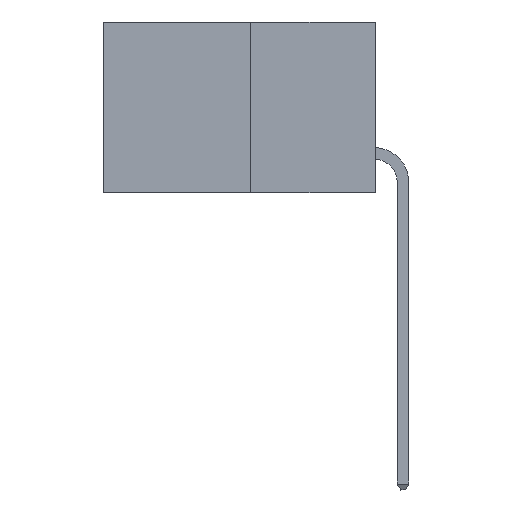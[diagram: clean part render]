
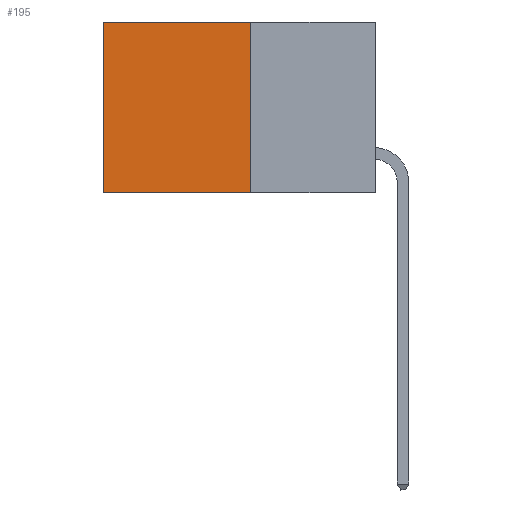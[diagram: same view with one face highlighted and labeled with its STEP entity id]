
A CAD part, left-side view. The second image highlights one B-rep face of the part: STEP entity #195.
In plain terms, the highlighted planar face has unit normal (-1, 0, 0).
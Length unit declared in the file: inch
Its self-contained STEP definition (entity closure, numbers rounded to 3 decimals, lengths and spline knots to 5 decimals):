
#195 = ADVANCED_FACE ( 'NONE', ( #8989 ), #4120, .F. ) ;
#208 = VERTEX_POINT ( 'NONE', #7749 ) ;
#274 = LINE ( 'NONE', #5199, #2731 ) ;
#601 = VECTOR ( 'NONE', #2245, 39.37008 ) ;
#2245 = DIRECTION ( 'NONE',  ( 0., 1., 0. ) ) ;
#2731 = VECTOR ( 'NONE', #6291, 39.37008 ) ;
#2766 = EDGE_CURVE ( 'NONE', #5952, #9865, #274, .T. ) ;
#2829 = CARTESIAN_POINT ( 'NONE',  ( 0.277, 0.27, -0.37 ) ) ;
#2947 = VECTOR ( 'NONE', #5205, 39.37008 ) ;
#3084 = DIRECTION ( 'NONE',  ( 0., 1., 0. ) ) ;
#3424 = EDGE_CURVE ( 'NONE', #9865, #6619, #10147, .T. ) ;
#3919 = CARTESIAN_POINT ( 'NONE',  ( 0.277, 0.27, 0. ) ) ;
#4120 = PLANE ( 'NONE',  #6484 ) ;
#4556 = DIRECTION ( 'NONE',  ( 0., 0., -1. ) ) ;
#4888 = CARTESIAN_POINT ( 'NONE',  ( 0.277, 0.27, -0.37 ) ) ;
#5135 = LINE ( 'NONE', #5237, #2947 ) ;
#5199 = CARTESIAN_POINT ( 'NONE',  ( 0.277, 0.27, -0.37 ) ) ;
#5205 = DIRECTION ( 'NONE',  ( 0., 0., -1. ) ) ;
#5237 = CARTESIAN_POINT ( 'NONE',  ( 0.277, 0.59, -0.37 ) ) ;
#5952 = VERTEX_POINT ( 'NONE', #9557 ) ;
#6138 = ORIENTED_EDGE ( 'NONE', *, *, #7610, .T. ) ;
#6152 = CARTESIAN_POINT ( 'NONE',  ( 0.277, 0.27, -0.37 ) ) ;
#6269 = ORIENTED_EDGE ( 'NONE', *, *, #3424, .F. ) ;
#6291 = DIRECTION ( 'NONE',  ( 0., 0., -1. ) ) ;
#6367 = ORIENTED_EDGE ( 'NONE', *, *, #2766, .F. ) ;
#6484 = AXIS2_PLACEMENT_3D ( 'NONE', #4888, #10610, #4556 ) ;
#6552 = ORIENTED_EDGE ( 'NONE', *, *, #9377, .T. ) ;
#6619 = VERTEX_POINT ( 'NONE', #10400 ) ;
#7610 = EDGE_CURVE ( 'NONE', #208, #6619, #5135, .T. ) ;
#7749 = CARTESIAN_POINT ( 'NONE',  ( 0.277, 0.59, 0. ) ) ;
#7908 = VECTOR ( 'NONE', #3084, 39.37008 ) ;
#8989 = FACE_OUTER_BOUND ( 'NONE', #10343, .T. ) ;
#9377 = EDGE_CURVE ( 'NONE', #5952, #208, #9676, .T. ) ;
#9557 = CARTESIAN_POINT ( 'NONE',  ( 0.277, 0.27, 0. ) ) ;
#9676 = LINE ( 'NONE', #3919, #601 ) ;
#9865 = VERTEX_POINT ( 'NONE', #6152 ) ;
#10147 = LINE ( 'NONE', #2829, #7908 ) ;
#10343 = EDGE_LOOP ( 'NONE', ( #6138, #6269, #6367, #6552 ) ) ;
#10400 = CARTESIAN_POINT ( 'NONE',  ( 0.277, 0.59, -0.37 ) ) ;
#10610 = DIRECTION ( 'NONE',  ( 1., 0., 0. ) ) ;
